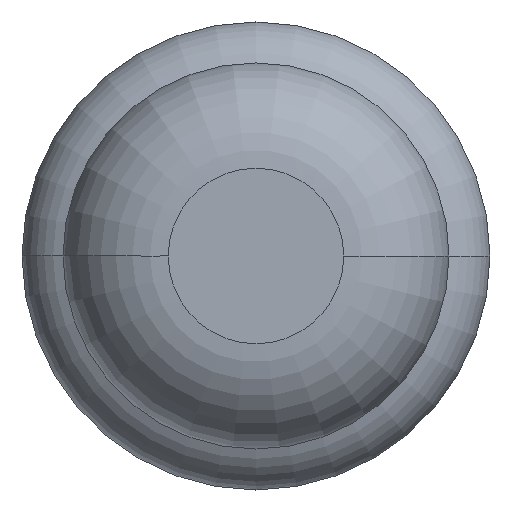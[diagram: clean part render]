
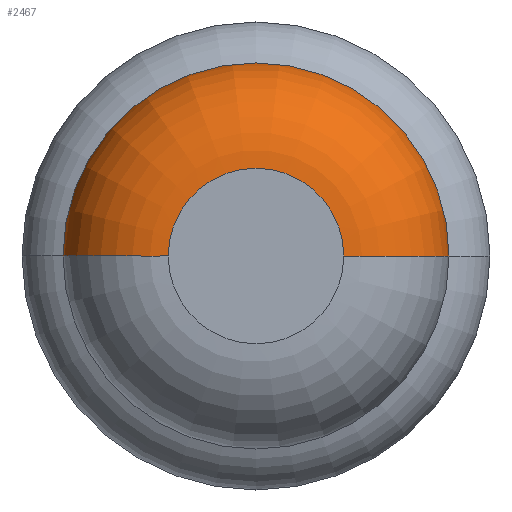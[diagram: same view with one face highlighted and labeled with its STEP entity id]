
A CAD part, front view. The second image highlights one B-rep face of the part: STEP entity #2467.
In plain terms, the highlighted toroidal (fillet/blend) face has major radius 0.375 mm and minor radius 0.45 mm.
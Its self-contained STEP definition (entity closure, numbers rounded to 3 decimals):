
#127 = VERTEX_POINT ( 'NONE', #1444 ) ;
#213 = CARTESIAN_POINT ( 'NONE',  ( 0.375, -31.55, 0. ) ) ;
#489 = AXIS2_PLACEMENT_3D ( 'NONE', #2711, #2604, #2648 ) ;
#522 = DIRECTION ( 'NONE',  ( -1., 0., 0. ) ) ;
#565 = DIRECTION ( 'NONE',  ( 1., 0., 0. ) ) ;
#893 = AXIS2_PLACEMENT_3D ( 'NONE', #1445, #2695, #3325 ) ;
#904 = ORIENTED_EDGE ( 'NONE', *, *, #3048, .T. ) ;
#1047 = AXIS2_PLACEMENT_3D ( 'NONE', #3630, #1471, #3963 ) ;
#1085 = CARTESIAN_POINT ( 'NONE',  ( 0.375, -32., 0. ) ) ;
#1444 = CARTESIAN_POINT ( 'NONE',  ( -0.375, -32., 0. ) ) ;
#1445 = CARTESIAN_POINT ( 'NONE',  ( 0., -31.55, 0. ) ) ;
#1471 = DIRECTION ( 'NONE',  ( 0., -1., 0. ) ) ;
#1664 = EDGE_LOOP ( 'NONE', ( #2344, #904, #2335, #3008 ) ) ;
#1727 = TOROIDAL_SURFACE ( 'NONE', #1047, 0.375, 0.45 ) ;
#1821 = FACE_OUTER_BOUND ( 'NONE', #1664, .T. ) ;
#1943 = VERTEX_POINT ( 'NONE', #3291 ) ;
#1980 = EDGE_CURVE ( 'NONE', #3500, #3589, #2984, .T. ) ;
#2334 = CARTESIAN_POINT ( 'NONE',  ( 0.825, -31.55, 0. ) ) ;
#2335 = ORIENTED_EDGE ( 'NONE', *, *, #3202, .F. ) ;
#2344 = ORIENTED_EDGE ( 'NONE', *, *, #3720, .T. ) ;
#2359 = CIRCLE ( 'NONE', #489, 0.45 ) ;
#2405 = DIRECTION ( 'NONE',  ( 0., 0., -1. ) ) ;
#2467 = ADVANCED_FACE ( 'Defeature ausgef�hrt1_8', ( #1821 ), #1727, .T. ) ;
#2604 = DIRECTION ( 'NONE',  ( 0., 0., 1. ) ) ;
#2648 = DIRECTION ( 'NONE',  ( 1., 0., 0. ) ) ;
#2665 = AXIS2_PLACEMENT_3D ( 'NONE', #213, #2405, #522 ) ;
#2695 = DIRECTION ( 'NONE',  ( 0., -1., 0. ) ) ;
#2711 = CARTESIAN_POINT ( 'NONE',  ( -0.375, -31.55, 0. ) ) ;
#2737 = CARTESIAN_POINT ( 'NONE',  ( 0., -32., 0. ) ) ;
#2743 = AXIS2_PLACEMENT_3D ( 'NONE', #2737, #3689, #565 ) ;
#2984 = CIRCLE ( 'NONE', #2665, 0.45 ) ;
#3008 = ORIENTED_EDGE ( 'NONE', *, *, #1980, .F. ) ;
#3048 = EDGE_CURVE ( 'NONE', #1943, #127, #2359, .T. ) ;
#3202 = EDGE_CURVE ( 'Defeature ausgef�hrt1_7+Defeature ausgef�hrt1_8+Defeature ausgef�hrt1_8+Defeature ausgef�hrt1_8', #3589, #127, #3772, .T. ) ;
#3291 = CARTESIAN_POINT ( 'NONE',  ( -0.825, -31.55, 0. ) ) ;
#3325 = DIRECTION ( 'NONE',  ( 1., 0., 0. ) ) ;
#3500 = VERTEX_POINT ( 'NONE', #2334 ) ;
#3589 = VERTEX_POINT ( 'NONE', #1085 ) ;
#3630 = CARTESIAN_POINT ( 'NONE',  ( 0., -31.55, 0. ) ) ;
#3689 = DIRECTION ( 'NONE',  ( 0., -1., 0. ) ) ;
#3720 = EDGE_CURVE ( 'Defeature ausgef�hrt1_8+Defeature ausgef�hrt1_9+Defeature ausgef�hrt1_9+Defeature ausgef�hrt1_9', #3500, #1943, #4053, .T. ) ;
#3772 = CIRCLE ( 'NONE', #2743, 0.375 ) ;
#3963 = DIRECTION ( 'NONE',  ( 1., 0., 0. ) ) ;
#4053 = CIRCLE ( 'NONE', #893, 0.825 ) ;
